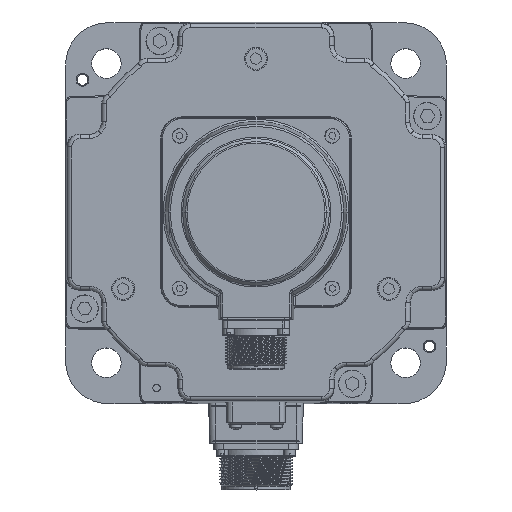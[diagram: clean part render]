
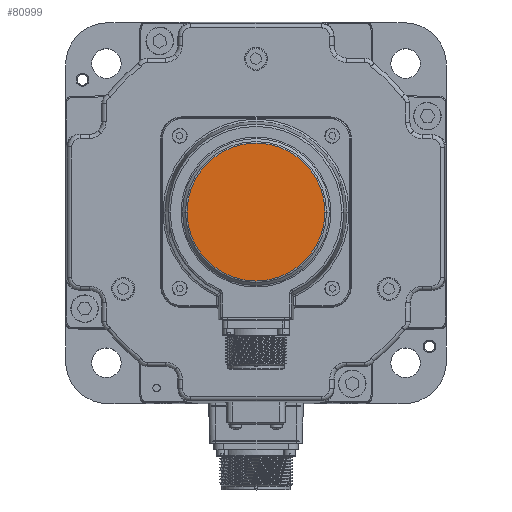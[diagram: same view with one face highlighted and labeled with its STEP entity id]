
A CAD part, top view. The second image highlights one B-rep face of the part: STEP entity #80999.
In plain terms, the highlighted planar face has unit normal (0, 0, 1).
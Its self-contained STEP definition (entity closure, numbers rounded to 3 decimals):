
#11217 = EDGE_CURVE ( 'NONE', #23053, #81330, #22507, .T. ) ;
#21298 = ORIENTED_EDGE ( 'NONE', *, *, #11217, .T. ) ;
#22507 = CIRCLE ( 'NONE', #57240, 32.586 ) ;
#23053 = VERTEX_POINT ( 'NONE', #35600 ) ;
#28187 = CARTESIAN_POINT ( 'NONE',  ( 0., 0., 105.2 ) ) ;
#33042 = EDGE_CURVE ( 'NONE', #81330, #23053, #75455, .T. ) ;
#34273 = DIRECTION ( 'NONE',  ( 0., 0., 1. ) ) ;
#35600 = CARTESIAN_POINT ( 'NONE',  ( -32.586, 0., 105.2 ) ) ;
#45805 = AXIS2_PLACEMENT_3D ( 'NONE', #77097, #76283, #52756 ) ;
#52756 = DIRECTION ( 'NONE',  ( -1., 0., 0. ) ) ;
#57240 = AXIS2_PLACEMENT_3D ( 'NONE', #73673, #34273, #72838 ) ;
#58920 = EDGE_LOOP ( 'NONE', ( #21298, #128649 ) ) ;
#64508 = PLANE ( 'NONE',  #45805 ) ;
#70025 = AXIS2_PLACEMENT_3D ( 'NONE', #28187, #142184, #102021 ) ;
#72838 = DIRECTION ( 'NONE',  ( -1., 0., 0. ) ) ;
#73673 = CARTESIAN_POINT ( 'NONE',  ( 0., 0., 105.2 ) ) ;
#75455 = CIRCLE ( 'NONE', #70025, 32.586 ) ;
#76283 = DIRECTION ( 'NONE',  ( 0., 0., 1. ) ) ;
#77097 = CARTESIAN_POINT ( 'NONE',  ( 0., 0., 105.2 ) ) ;
#80999 = ADVANCED_FACE ( 'NONE', ( #129768 ), #64508, .T. ) ;
#81330 = VERTEX_POINT ( 'NONE', #123966 ) ;
#102021 = DIRECTION ( 'NONE',  ( -1., 0., 0. ) ) ;
#123966 = CARTESIAN_POINT ( 'NONE',  ( 32.586, 0., 105.2 ) ) ;
#128649 = ORIENTED_EDGE ( 'NONE', *, *, #33042, .T. ) ;
#129768 = FACE_OUTER_BOUND ( 'NONE', #58920, .T. ) ;
#142184 = DIRECTION ( 'NONE',  ( 0., 0., 1. ) ) ;
